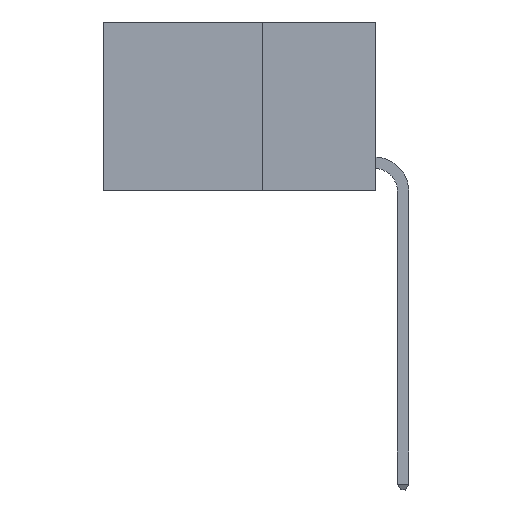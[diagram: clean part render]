
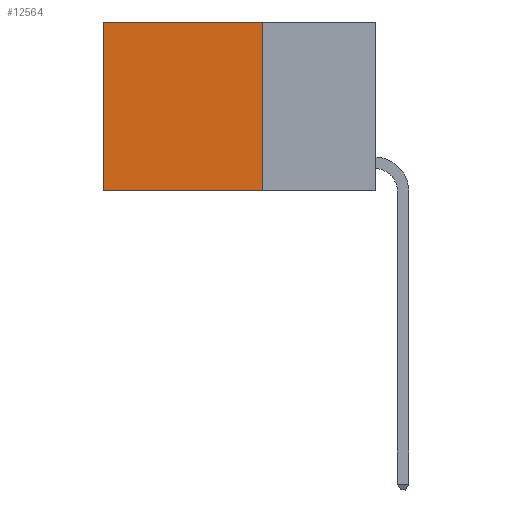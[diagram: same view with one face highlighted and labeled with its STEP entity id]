
A CAD part, left-side view. The second image highlights one B-rep face of the part: STEP entity #12564.
In plain terms, the highlighted planar face has unit normal (-1, 0, 0).
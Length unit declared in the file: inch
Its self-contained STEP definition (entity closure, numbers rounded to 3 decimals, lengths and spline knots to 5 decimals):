
#227 = CARTESIAN_POINT ( 'NONE',  ( 0.2625, 0.25, 0. ) ) ;
#267 = LINE ( 'NONE', #2733, #3894 ) ;
#1430 = CARTESIAN_POINT ( 'NONE',  ( 0.2625, 0.6, -0.37 ) ) ;
#2173 = AXIS2_PLACEMENT_3D ( 'NONE', #6881, #8374, #18859 ) ;
#2402 = EDGE_CURVE ( 'NONE', #18820, #12856, #13049, .T. ) ;
#2733 = CARTESIAN_POINT ( 'NONE',  ( 0.2625, 0.25, 0. ) ) ;
#2909 = CARTESIAN_POINT ( 'NONE',  ( 0.2625, 0.6, 0. ) ) ;
#3775 = ORIENTED_EDGE ( 'NONE', *, *, #2402, .F. ) ;
#3798 = PLANE ( 'NONE',  #2173 ) ;
#3894 = VECTOR ( 'NONE', #5833, 39.37008 ) ;
#4088 = CARTESIAN_POINT ( 'NONE',  ( 0.2625, 0.25, -0.37 ) ) ;
#4305 = EDGE_LOOP ( 'NONE', ( #10398, #3775, #17151, #13274 ) ) ;
#4710 = VECTOR ( 'NONE', #13243, 39.37008 ) ;
#5015 = VECTOR ( 'NONE', #8597, 39.37008 ) ;
#5833 = DIRECTION ( 'NONE',  ( 0., 1., 0. ) ) ;
#6881 = CARTESIAN_POINT ( 'NONE',  ( 0.2625, 0.25, 0. ) ) ;
#7257 = CARTESIAN_POINT ( 'NONE',  ( 0.2625, 0.6, 0. ) ) ;
#8374 = DIRECTION ( 'NONE',  ( 1., 0., 0. ) ) ;
#8538 = FACE_OUTER_BOUND ( 'NONE', #4305, .T. ) ;
#8597 = DIRECTION ( 'NONE',  ( 0., 1., 0. ) ) ;
#8751 = LINE ( 'NONE', #7257, #4710 ) ;
#10398 = ORIENTED_EDGE ( 'NONE', *, *, #13235, .T. ) ;
#10875 = LINE ( 'NONE', #11646, #17392 ) ;
#11646 = CARTESIAN_POINT ( 'NONE',  ( 0.2625, 0.25, 0. ) ) ;
#12182 = CARTESIAN_POINT ( 'NONE',  ( 0.2625, 0.25, -0.37 ) ) ;
#12564 = ADVANCED_FACE ( 'NONE', ( #8538 ), #3798, .F. ) ;
#12856 = VERTEX_POINT ( 'NONE', #1430 ) ;
#13049 = LINE ( 'NONE', #4088, #5015 ) ;
#13235 = EDGE_CURVE ( 'NONE', #18094, #12856, #8751, .T. ) ;
#13243 = DIRECTION ( 'NONE',  ( 0., 0., -1. ) ) ;
#13274 = ORIENTED_EDGE ( 'NONE', *, *, #19203, .T. ) ;
#13867 = EDGE_CURVE ( 'NONE', #16409, #18820, #10875, .T. ) ;
#14659 = DIRECTION ( 'NONE',  ( 0., 0., -1. ) ) ;
#16409 = VERTEX_POINT ( 'NONE', #227 ) ;
#17151 = ORIENTED_EDGE ( 'NONE', *, *, #13867, .F. ) ;
#17392 = VECTOR ( 'NONE', #14659, 39.37008 ) ;
#18094 = VERTEX_POINT ( 'NONE', #2909 ) ;
#18820 = VERTEX_POINT ( 'NONE', #12182 ) ;
#18859 = DIRECTION ( 'NONE',  ( 0., 0., -1. ) ) ;
#19203 = EDGE_CURVE ( 'NONE', #16409, #18094, #267, .T. ) ;
